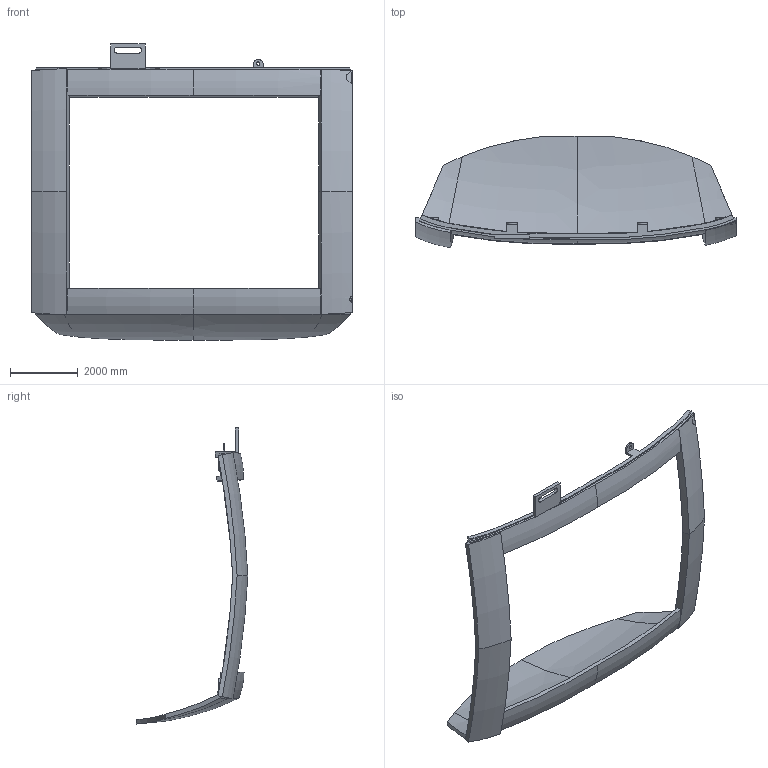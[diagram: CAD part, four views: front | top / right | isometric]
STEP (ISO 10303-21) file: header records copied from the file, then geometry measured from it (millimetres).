
FILE_DESCRIPTION((''),'2;1');
FILE_NAME('BEZEL04','2019-01-21T',('DAHMZE1'),(''),'CREO PARAMETRIC BY PTC INC, 2016260','CREO PARAMETRIC BY PTC INC, 2016260','');
FILE_SCHEMA(('CONFIG_CONTROL_DESIGN'));
Length unit declared in the file: inch
Products named in the file (1): BEZEL04
Bounding box: 9461.45 x 3295.98 x 8742.24 mm (x, y, z)
Volume: 7031738674.7 mm3; surface area: 118860562.3 mm2
Topology: 1 solids, 1 shells, 185 faces, 500 edges, 322 vertices
Faces by surface type: plane 67, cylinder 45, cone 35, torus 29, bspline 9
Entity records: 6299 total; most frequent: CARTESIAN_POINT 1670, ORIENTED_EDGE 1000, DIRECTION 932, EDGE_CURVE 500, AXIS2_PLACEMENT_3D 378, VERTEX_POINT 322, EDGE_LOOP 206, CIRCLE 202
